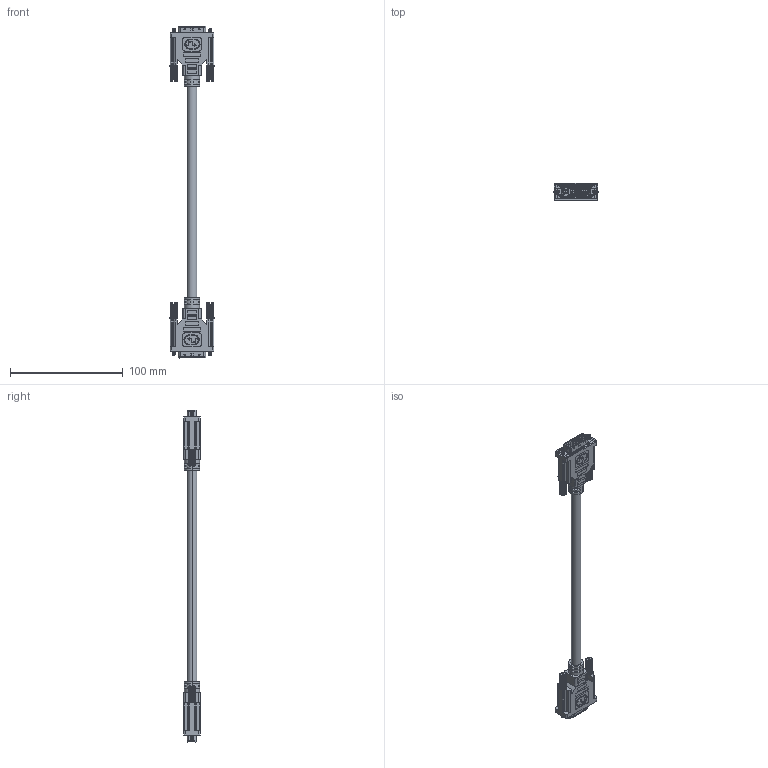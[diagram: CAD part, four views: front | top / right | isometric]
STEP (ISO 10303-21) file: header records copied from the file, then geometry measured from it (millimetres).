
FILE_DESCRIPTION (( 'STEP AP214' ), '1' );
FILE_NAME ('CTLDVIDMMLZ.STEP', '2010-03-01T14:14:47', ( 'Windows XP Mode' ), ( '' ), 'SwSTEP 2.0', 'SolidWorks 2008', '' );
FILE_SCHEMA (( 'AUTOMOTIVE_DESIGN' ));
Length unit declared in the file: millimetre
Products named in the file (7): CTLDVIDMMLZ; DVI-DL(24+1)MM ASM1; DVI-DL CABLELINE_默认1; dvi-DL(24+1)MM+inner molding_默认1; SCREW_默认1; DVI-DL(24+1)M HOUSING_默认1; DVI-DL(24+1)M METAL CAN_默认1
Assembly tree (8 placements, depth 3):
  CTLDVIDMMLZ
    DVI-DL(24+1)MM ASM1  x2
      SCREW_默认1
      dvi-DL(24+1)MM+inner molding_默认1
      DVI-DL(24+1)M METAL CAN_默认1
      DVI-DL(24+1)M HOUSING_默认1
    DVI-DL CABLELINE_默认1
Bounding box: 39.07 x 15 x 294.5 mm (x, y, z)
Volume: 36996.7 mm3; surface area: 44314.4 mm2
Topology: 23 solids, 23 shells, 3276 faces, 8622 edges, 5570 vertices
Faces by surface type: plane 1878, cylinder 646, bspline 612, cone 140
Entity records: 51714 total; most frequent: CARTESIAN_POINT 17822, ORIENTED_EDGE 7430, DIRECTION 6349, EDGE_CURVE 3715, VECTOR 2567, LINE 2567, VERTEX_POINT 2392, AXIS2_PLACEMENT_3D 1891
